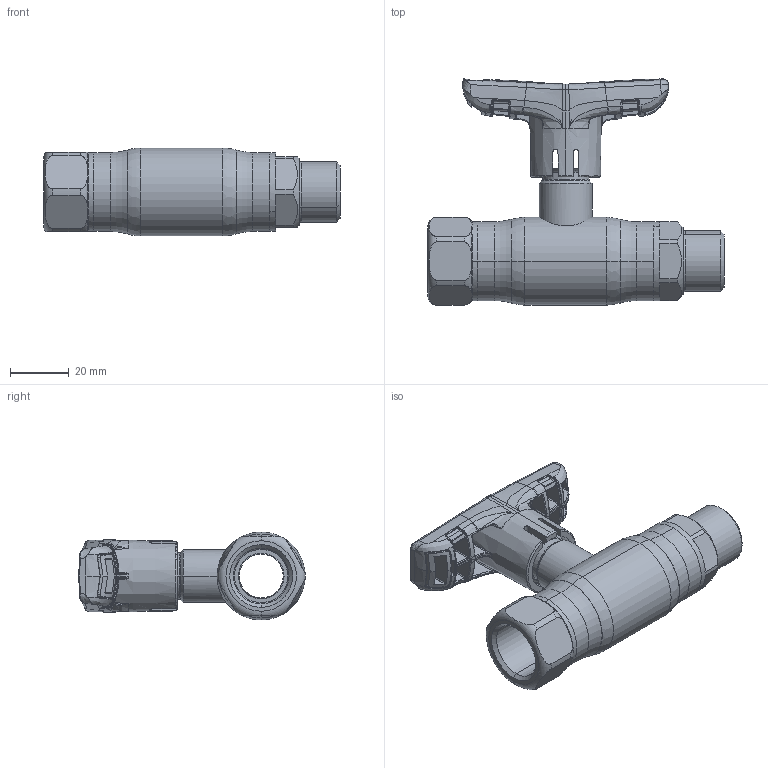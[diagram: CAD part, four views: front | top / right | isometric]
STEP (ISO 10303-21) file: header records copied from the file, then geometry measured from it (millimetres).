
FILE_DESCRIPTION (( 'STEP AP214' ), '1' );
FILE_NAME ('1015002400-1400.STEP', '2024-01-18T08:55:50', ( '' ), ( '' ), 'SwSTEP 2.0', 'SolidWorks 2021', '' );
FILE_SCHEMA (( 'AUTOMOTIVE_DESIGN' ));
Length unit declared in the file: millimetre
Products named in the file (1): 1015002400-1400
Bounding box: 101 x 77.19 x 30 mm (x, y, z)
Surface area: 21980.7 mm2 (no closed solid volume)
Topology: 0 solids, 6 shells, 757 faces, 2100 edges, 1287 vertices
Faces by surface type: bspline 574, plane 74, cylinder 42, torus 33, cone 23, sphere 11
Entity records: 55746 total; most frequent: CARTESIAN_POINT 33037, ORIENTED_EDGE 3805, EDGE_CURVE 2088, DIRECTION 1554, B_SPLINE_CURVE_WITH_KNOTS 1402, VERTEX_POINT 1283, EDGE_LOOP 768, UNCERTAINTY_MEASURE_WITH_UNIT 759
